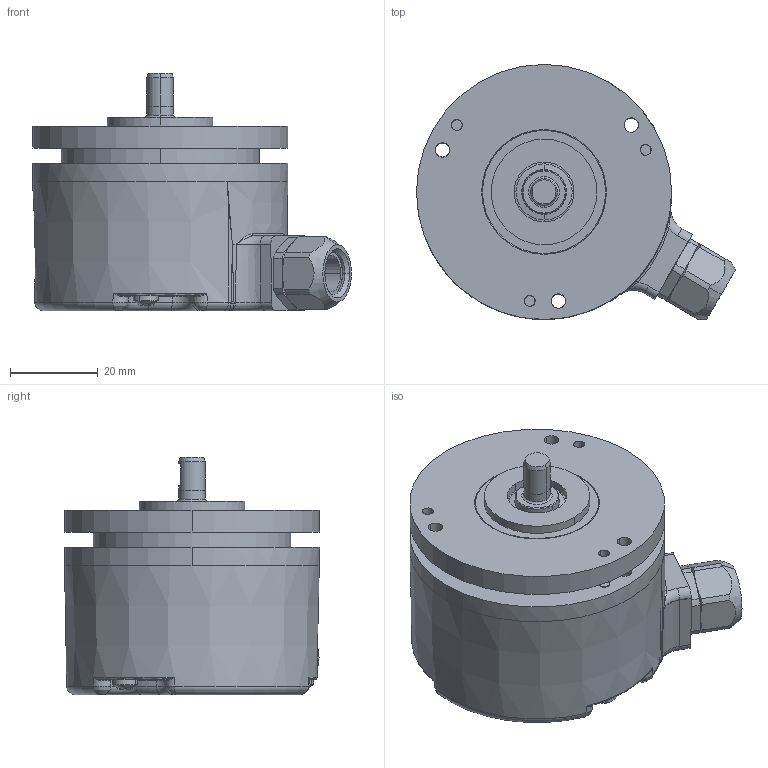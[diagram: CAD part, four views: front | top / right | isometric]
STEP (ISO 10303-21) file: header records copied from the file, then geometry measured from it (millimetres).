
FILE_DESCRIPTION((''),'2;1');
FILE_NAME('533521','2010-11-10T',('se2802'),(''),'PRO/ENGINEER BY PARAMETRIC TECHNOLOGY CORPORATION, 2010180','PRO/ENGINEER BY PARAMETRIC TECHNOLOGY CORPORATION, 2010180','');
FILE_SCHEMA(('CONFIG_CONTROL_DESIGN'));
Products named in the file (1): 533521
Bounding box: 72.52 x 58 x 54 mm (x, y, z)
Volume: 65024.3 mm3; surface area: 36778.8 mm2
Topology: 2 solids, 4 shells, 1341 faces, 3620 edges, 2315 vertices
Faces by surface type: plane 341, extrusion 324, cylinder 286, cone 171, torus 129, bspline 82, sphere 8
Entity records: 51721 total; most frequent: CARTESIAN_POINT 20167, ORIENTED_EDGE 7232, DIRECTION 5481, EDGE_CURVE 3616, VERTEX_POINT 2315, AXIS2_PLACEMENT_3D 2056, B_SPLINE_CURVE_WITH_KNOTS 1774, EDGE_LOOP 1445
